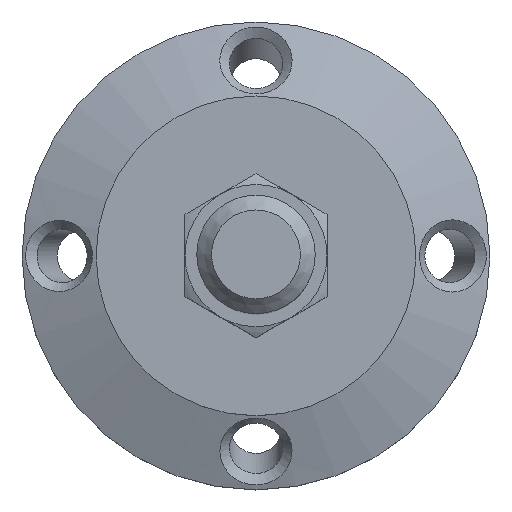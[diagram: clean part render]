
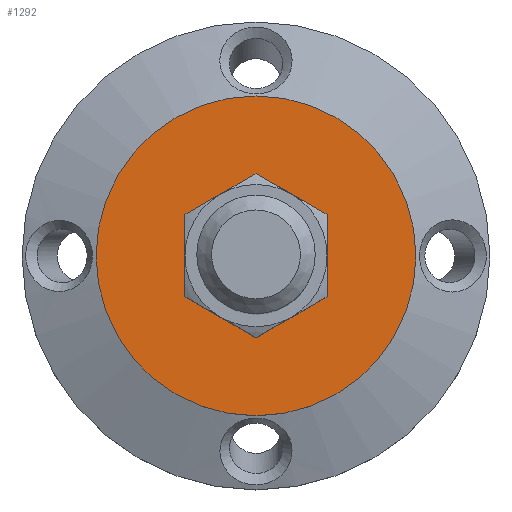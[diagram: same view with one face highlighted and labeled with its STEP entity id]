
A CAD part, top view. The second image highlights one B-rep face of the part: STEP entity #1292.
In plain terms, the highlighted planar face has unit normal (0, 0, 1).
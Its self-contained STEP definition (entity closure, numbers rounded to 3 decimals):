
#82=PLANE('',#1501);
#113=FACE_BOUND('',#338,.T.);
#129=CIRCLE('',#1495,10.5);
#134=CIRCLE('',#1502,27.);
#135=CIRCLE('',#1503,27.);
#253=FACE_OUTER_BOUND('',#337,.T.);
#337=EDGE_LOOP('',(#963,#964));
#338=EDGE_LOOP('',(#965));
#578=VERTEX_POINT('',#2632);
#583=VERTEX_POINT('',#2646);
#584=VERTEX_POINT('',#2647);
#723=EDGE_CURVE('',#578,#578,#129,.T.);
#730=EDGE_CURVE('',#583,#584,#134,.T.);
#731=EDGE_CURVE('',#584,#583,#135,.T.);
#963=ORIENTED_EDGE('',*,*,#730,.F.);
#964=ORIENTED_EDGE('',*,*,#731,.F.);
#965=ORIENTED_EDGE('',*,*,#723,.F.);
#1292=ADVANCED_FACE('',(#253,#113),#82,.T.);
#1495=AXIS2_PLACEMENT_3D('',#2633,#1680,#1681);
#1501=AXIS2_PLACEMENT_3D('',#2645,#1694,#1695);
#1502=AXIS2_PLACEMENT_3D('',#2648,#1696,#1697);
#1503=AXIS2_PLACEMENT_3D('',#2649,#1698,#1699);
#1680=DIRECTION('center_axis',(0.,0.,1.));
#1681=DIRECTION('ref_axis',(0.,-1.,0.));
#1694=DIRECTION('center_axis',(0.,0.,1.));
#1695=DIRECTION('ref_axis',(1.,0.,0.));
#1696=DIRECTION('center_axis',(0.,0.,-1.));
#1697=DIRECTION('ref_axis',(0.,1.,0.));
#1698=DIRECTION('center_axis',(0.,0.,-1.));
#1699=DIRECTION('ref_axis',(0.,1.,0.));
#2632=CARTESIAN_POINT('',(0.,10.5,17.));
#2633=CARTESIAN_POINT('Origin',(0.,0.,17.));
#2645=CARTESIAN_POINT('Origin',(0.,18.5,17.));
#2646=CARTESIAN_POINT('',(0.,27.,17.));
#2647=CARTESIAN_POINT('',(0.,-27.,17.));
#2648=CARTESIAN_POINT('Origin',(0.,0.,17.));
#2649=CARTESIAN_POINT('Origin',(0.,0.,17.));
